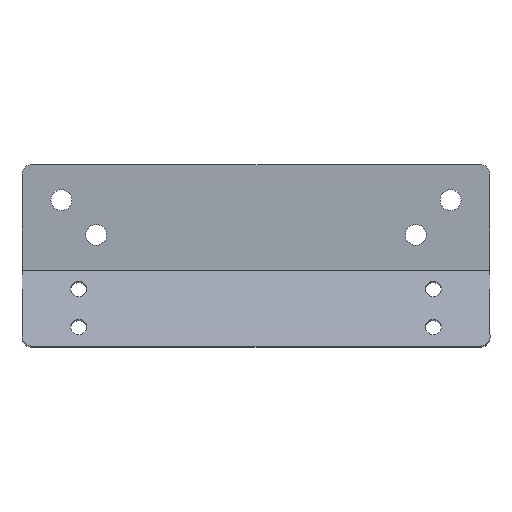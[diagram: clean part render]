
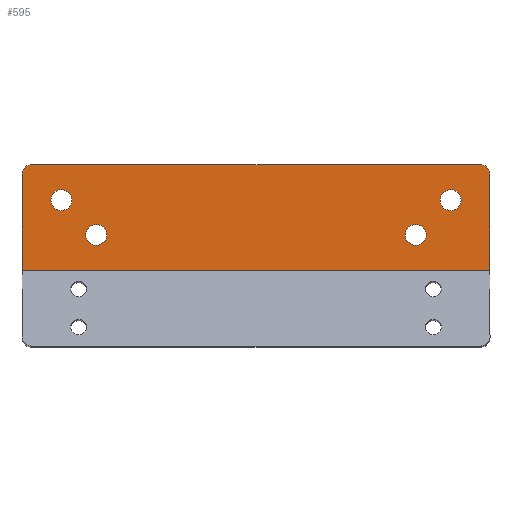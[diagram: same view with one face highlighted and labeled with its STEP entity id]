
A CAD part, top view. The second image highlights one B-rep face of the part: STEP entity #595.
In plain terms, the highlighted planar face has unit normal (0, 0, 1).
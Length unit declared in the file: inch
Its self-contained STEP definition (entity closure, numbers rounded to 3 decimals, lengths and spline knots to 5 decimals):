
#11 = CIRCLE ( 'NONE', #783, 0.133 ) ;
#29 = VECTOR ( 'NONE', #501, 39.37008 ) ;
#35 = FACE_BOUND ( 'NONE', #457, .T. ) ;
#37 = EDGE_CURVE ( 'NONE', #789, #856, #1094, .T. ) ;
#43 = DIRECTION ( 'NONE',  ( -1., 0., 0. ) ) ;
#60 = VERTEX_POINT ( 'NONE', #190 ) ;
#68 = CIRCLE ( 'NONE', #354, 0.133 ) ;
#73 = DIRECTION ( 'NONE',  ( 0., 0., 1. ) ) ;
#103 = CARTESIAN_POINT ( 'NONE',  ( -5.81694, 0., 0. ) ) ;
#104 = AXIS2_PLACEMENT_3D ( 'NONE', #168, #73, #611 ) ;
#105 = VECTOR ( 'NONE', #1050, 39.37008 ) ;
#119 = CARTESIAN_POINT ( 'NONE',  ( -0.125, -0.125, 0. ) ) ;
#124 = CIRCLE ( 'NONE', #681, 0.133 ) ;
#131 = DIRECTION ( 'NONE',  ( 0., 0., 1. ) ) ;
#135 = DIRECTION ( 'NONE',  ( 1., 0., 0. ) ) ;
#141 = EDGE_CURVE ( 'NONE', #411, #419, #881, .T. ) ;
#151 = ORIENTED_EDGE ( 'NONE', *, *, #948, .T. ) ;
#152 = FACE_OUTER_BOUND ( 'NONE', #830, .T. ) ;
#159 = CIRCLE ( 'NONE', #477, 0.133 ) ;
#162 = FACE_BOUND ( 'NONE', #341, .T. ) ;
#168 = CARTESIAN_POINT ( 'NONE',  ( -5.81694, -0.125, 0. ) ) ;
#188 = CARTESIAN_POINT ( 'NONE',  ( -5.94194, -1.34194, 0. ) ) ;
#190 = CARTESIAN_POINT ( 'NONE',  ( -5.57494, -0.45, 0. ) ) ;
#192 = DIRECTION ( 'NONE',  ( 0., 0., 1. ) ) ;
#198 = CARTESIAN_POINT ( 'NONE',  ( -0.5, -0.45, 0. ) ) ;
#207 = DIRECTION ( 'NONE',  ( 0., 0., 1. ) ) ;
#217 = EDGE_CURVE ( 'NONE', #825, #1016, #818, .T. ) ;
#229 = CIRCLE ( 'NONE', #951, 0.125 ) ;
#237 = ORIENTED_EDGE ( 'NONE', *, *, #713, .F. ) ;
#258 = DIRECTION ( 'NONE',  ( 1., 0., 0. ) ) ;
#261 = EDGE_CURVE ( 'NONE', #1016, #825, #11, .T. ) ;
#263 = ORIENTED_EDGE ( 'NONE', *, *, #422, .F. ) ;
#266 = ORIENTED_EDGE ( 'NONE', *, *, #565, .T. ) ;
#280 = CARTESIAN_POINT ( 'NONE',  ( -5.44194, -0.45, 0. ) ) ;
#305 = FACE_BOUND ( 'NONE', #839, .T. ) ;
#307 = ORIENTED_EDGE ( 'NONE', *, *, #586, .F. ) ;
#310 = DIRECTION ( 'NONE',  ( 1., 0., 0. ) ) ;
#311 = ORIENTED_EDGE ( 'NONE', *, *, #940, .F. ) ;
#319 = DIRECTION ( 'NONE',  ( 0., 0., 1. ) ) ;
#341 = EDGE_LOOP ( 'NONE', ( #1074, #263 ) ) ;
#354 = AXIS2_PLACEMENT_3D ( 'NONE', #280, #192, #258 ) ;
#365 = CARTESIAN_POINT ( 'NONE',  ( 0., -1.34194, 0. ) ) ;
#375 = VERTEX_POINT ( 'NONE', #514 ) ;
#382 = DIRECTION ( 'NONE',  ( 0., 0., 1. ) ) ;
#385 = CARTESIAN_POINT ( 'NONE',  ( -0.5, -0.45, 0. ) ) ;
#389 = AXIS2_PLACEMENT_3D ( 'NONE', #529, #442, #437 ) ;
#411 = VERTEX_POINT ( 'NONE', #365 ) ;
#416 = VERTEX_POINT ( 'NONE', #188 ) ;
#419 = VERTEX_POINT ( 'NONE', #872 ) ;
#422 = EDGE_CURVE ( 'NONE', #60, #954, #949, .T. ) ;
#437 = DIRECTION ( 'NONE',  ( -1., 0., 0. ) ) ;
#442 = DIRECTION ( 'NONE',  ( 0., 0., 1. ) ) ;
#452 = CARTESIAN_POINT ( 'NONE',  ( -5.30894, -0.45, 0. ) ) ;
#454 = CARTESIAN_POINT ( 'NONE',  ( -1.07494, -0.89194, 0. ) ) ;
#457 = EDGE_LOOP ( 'NONE', ( #307, #237 ) ) ;
#458 = DIRECTION ( 'NONE',  ( 0., 0., 1. ) ) ;
#459 = AXIS2_PLACEMENT_3D ( 'NONE', #1045, #974, #961 ) ;
#461 = LINE ( 'NONE', #695, #105 ) ;
#470 = CARTESIAN_POINT ( 'NONE',  ( -5., -0.89194, 0. ) ) ;
#477 = AXIS2_PLACEMENT_3D ( 'NONE', #385, #131, #43 ) ;
#490 = LINE ( 'NONE', #637, #29 ) ;
#501 = DIRECTION ( 'NONE',  ( 0., -1., 0. ) ) ;
#507 = CARTESIAN_POINT ( 'NONE',  ( -0.94194, -0.89194, 0. ) ) ;
#511 = VERTEX_POINT ( 'NONE', #454 ) ;
#514 = CARTESIAN_POINT ( 'NONE',  ( -0.125, 0., 0. ) ) ;
#529 = CARTESIAN_POINT ( 'NONE',  ( -0.94194, -0.89194, 0. ) ) ;
#542 = DIRECTION ( 'NONE',  ( -1., 0., 0. ) ) ;
#546 = DIRECTION ( 'NONE',  ( -1., 0., 0. ) ) ;
#554 = DIRECTION ( 'NONE',  ( -1., 0., 0. ) ) ;
#558 = CARTESIAN_POINT ( 'NONE',  ( 0., 0., 0. ) ) ;
#560 = VERTEX_POINT ( 'NONE', #808 ) ;
#565 = EDGE_CURVE ( 'NONE', #375, #789, #461, .T. ) ;
#572 = ORIENTED_EDGE ( 'NONE', *, *, #141, .T. ) ;
#586 = EDGE_CURVE ( 'NONE', #907, #511, #734, .T. ) ;
#587 = CIRCLE ( 'NONE', #389, 0.133 ) ;
#592 = DIRECTION ( 'NONE',  ( -1., 0., 0. ) ) ;
#595 = ADVANCED_FACE ( 'NONE', ( #1024, #305, #35, #162, #152 ), #930, .F. ) ;
#602 = ORIENTED_EDGE ( 'NONE', *, *, #873, .F. ) ;
#607 = EDGE_LOOP ( 'NONE', ( #602, #311 ) ) ;
#611 = DIRECTION ( 'NONE',  ( -1., 0., 0. ) ) ;
#634 = ORIENTED_EDGE ( 'NONE', *, *, #1005, .T. ) ;
#637 = CARTESIAN_POINT ( 'NONE',  ( -5.94194, 0., 0. ) ) ;
#649 = EDGE_CURVE ( 'NONE', #856, #416, #490, .T. ) ;
#652 = CARTESIAN_POINT ( 'NONE',  ( 0., -1.34194, 0. ) ) ;
#660 = AXIS2_PLACEMENT_3D ( 'NONE', #507, #382, #592 ) ;
#663 = CARTESIAN_POINT ( 'NONE',  ( -0.367, -0.45, 0. ) ) ;
#681 = AXIS2_PLACEMENT_3D ( 'NONE', #198, #458, #542 ) ;
#695 = CARTESIAN_POINT ( 'NONE',  ( 0., 0., 0. ) ) ;
#713 = EDGE_CURVE ( 'NONE', #511, #907, #587, .T. ) ;
#732 = CARTESIAN_POINT ( 'NONE',  ( -0.80894, -0.89194, 0. ) ) ;
#734 = CIRCLE ( 'NONE', #660, 0.133 ) ;
#737 = CARTESIAN_POINT ( 'NONE',  ( -5., -0.89194, 0. ) ) ;
#739 = LINE ( 'NONE', #652, #900 ) ;
#761 = DIRECTION ( 'NONE',  ( 0., 0., -1. ) ) ;
#776 = CARTESIAN_POINT ( 'NONE',  ( -5.133, -0.89194, 0. ) ) ;
#783 = AXIS2_PLACEMENT_3D ( 'NONE', #737, #1084, #310 ) ;
#789 = VERTEX_POINT ( 'NONE', #103 ) ;
#797 = DIRECTION ( 'NONE',  ( 0., 1., 0. ) ) ;
#802 = AXIS2_PLACEMENT_3D ( 'NONE', #470, #319, #1001 ) ;
#808 = CARTESIAN_POINT ( 'NONE',  ( -0.633, -0.45, 0. ) ) ;
#818 = CIRCLE ( 'NONE', #802, 0.133 ) ;
#825 = VERTEX_POINT ( 'NONE', #776 ) ;
#830 = EDGE_LOOP ( 'NONE', ( #572, #151, #266, #923, #1106, #634 ) ) ;
#834 = EDGE_CURVE ( 'NONE', #954, #60, #68, .T. ) ;
#839 = EDGE_LOOP ( 'NONE', ( #903, #865 ) ) ;
#842 = AXIS2_PLACEMENT_3D ( 'NONE', #558, #761, #554 ) ;
#856 = VERTEX_POINT ( 'NONE', #981 ) ;
#865 = ORIENTED_EDGE ( 'NONE', *, *, #217, .F. ) ;
#872 = CARTESIAN_POINT ( 'NONE',  ( 0., -0.125, 0. ) ) ;
#873 = EDGE_CURVE ( 'NONE', #1052, #560, #159, .T. ) ;
#881 = LINE ( 'NONE', #891, #984 ) ;
#891 = CARTESIAN_POINT ( 'NONE',  ( 0., 0., 0. ) ) ;
#900 = VECTOR ( 'NONE', #135, 39.37008 ) ;
#903 = ORIENTED_EDGE ( 'NONE', *, *, #261, .F. ) ;
#907 = VERTEX_POINT ( 'NONE', #732 ) ;
#923 = ORIENTED_EDGE ( 'NONE', *, *, #37, .T. ) ;
#930 = PLANE ( 'NONE',  #842 ) ;
#940 = EDGE_CURVE ( 'NONE', #560, #1052, #124, .T. ) ;
#948 = EDGE_CURVE ( 'NONE', #419, #375, #229, .T. ) ;
#949 = CIRCLE ( 'NONE', #459, 0.133 ) ;
#951 = AXIS2_PLACEMENT_3D ( 'NONE', #119, #207, #546 ) ;
#954 = VERTEX_POINT ( 'NONE', #452 ) ;
#961 = DIRECTION ( 'NONE',  ( 1., 0., 0. ) ) ;
#974 = DIRECTION ( 'NONE',  ( 0., 0., 1. ) ) ;
#981 = CARTESIAN_POINT ( 'NONE',  ( -5.94194, -0.125, 0. ) ) ;
#984 = VECTOR ( 'NONE', #797, 39.37008 ) ;
#999 = CARTESIAN_POINT ( 'NONE',  ( -4.867, -0.89194, 0. ) ) ;
#1001 = DIRECTION ( 'NONE',  ( 1., 0., 0. ) ) ;
#1005 = EDGE_CURVE ( 'NONE', #416, #411, #739, .T. ) ;
#1016 = VERTEX_POINT ( 'NONE', #999 ) ;
#1024 = FACE_BOUND ( 'NONE', #607, .T. ) ;
#1045 = CARTESIAN_POINT ( 'NONE',  ( -5.44194, -0.45, 0. ) ) ;
#1050 = DIRECTION ( 'NONE',  ( -1., 0., 0. ) ) ;
#1052 = VERTEX_POINT ( 'NONE', #663 ) ;
#1074 = ORIENTED_EDGE ( 'NONE', *, *, #834, .F. ) ;
#1084 = DIRECTION ( 'NONE',  ( 0., 0., 1. ) ) ;
#1094 = CIRCLE ( 'NONE', #104, 0.125 ) ;
#1106 = ORIENTED_EDGE ( 'NONE', *, *, #649, .T. ) ;
